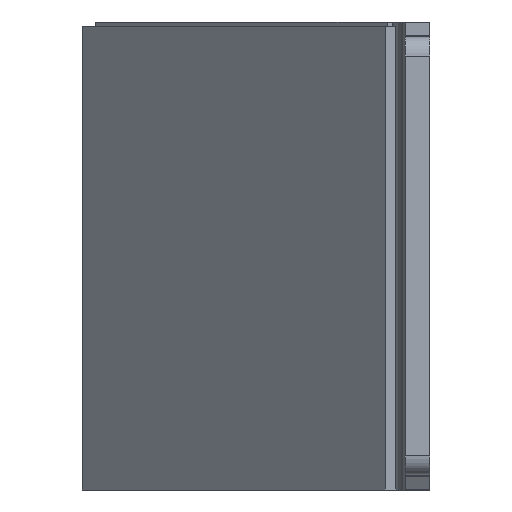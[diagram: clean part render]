
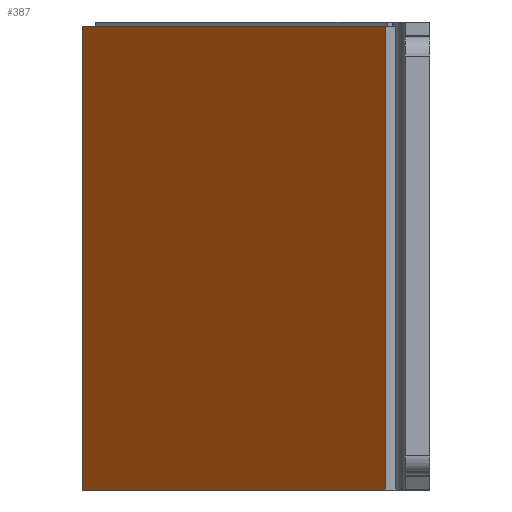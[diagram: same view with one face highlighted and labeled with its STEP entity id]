
A CAD part, left-side view. The second image highlights one B-rep face of the part: STEP entity #387.
In plain terms, the highlighted planar face has unit normal (-0.707, 0.707, 0).
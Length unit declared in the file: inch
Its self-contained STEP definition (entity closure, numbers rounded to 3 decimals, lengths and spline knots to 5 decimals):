
#7 = ORIENTED_EDGE ( 'NONE', *, *, #779, .T. ) ;
#71 = ORIENTED_EDGE ( 'NONE', *, *, #2041, .T. ) ;
#194 = DIRECTION ( 'NONE',  ( 0.707, 0.707, 0. ) ) ;
#341 = LINE ( 'NONE', #699, #724 ) ;
#358 = VERTEX_POINT ( 'NONE', #2045 ) ;
#387 = ADVANCED_FACE ( 'NONE', ( #1540 ), #445, .F. ) ;
#428 = EDGE_CURVE ( 'NONE', #358, #1670, #1481, .T. ) ;
#445 = PLANE ( 'NONE',  #1888 ) ;
#524 = VECTOR ( 'NONE', #770, 39.37008 ) ;
#699 = CARTESIAN_POINT ( 'NONE',  ( -0.04928, 0.07977, 0.9252 ) ) ;
#724 = VECTOR ( 'NONE', #194, 39.37008 ) ;
#733 = VECTOR ( 'NONE', #2002, 39.37008 ) ;
#770 = DIRECTION ( 'NONE',  ( 0., 0., -1. ) ) ;
#779 = EDGE_CURVE ( 'NONE', #1670, #1393, #1911, .T. ) ;
#916 = VERTEX_POINT ( 'NONE', #1856 ) ;
#937 = CARTESIAN_POINT ( 'NONE',  ( -0.04928, 0.07977, -0.94488 ) ) ;
#1009 = EDGE_LOOP ( 'NONE', ( #7, #1796, #71, #1776 ) ) ;
#1018 = CARTESIAN_POINT ( 'NONE',  ( -0.04928, 0.07977, -0.94488 ) ) ;
#1104 = EDGE_CURVE ( 'NONE', #1393, #916, #2097, .T. ) ;
#1247 = DIRECTION ( 'NONE',  ( 0.707, 0.707, 0. ) ) ;
#1359 = VECTOR ( 'NONE', #1618, 39.37008 ) ;
#1393 = VERTEX_POINT ( 'NONE', #937 ) ;
#1481 = LINE ( 'NONE', #1734, #524 ) ;
#1540 = FACE_OUTER_BOUND ( 'NONE', #1009, .T. ) ;
#1547 = CARTESIAN_POINT ( 'NONE',  ( 1.17563, 1.30468, -0.94488 ) ) ;
#1608 = CARTESIAN_POINT ( 'NONE',  ( -0.04928, 0.07977, -0.94488 ) ) ;
#1618 = DIRECTION ( 'NONE',  ( 0., 0., 1. ) ) ;
#1670 = VERTEX_POINT ( 'NONE', #1547 ) ;
#1734 = CARTESIAN_POINT ( 'NONE',  ( 1.17563, 1.30468, -0.94488 ) ) ;
#1776 = ORIENTED_EDGE ( 'NONE', *, *, #428, .T. ) ;
#1796 = ORIENTED_EDGE ( 'NONE', *, *, #1104, .T. ) ;
#1856 = CARTESIAN_POINT ( 'NONE',  ( -0.04928, 0.07977, 0.9252 ) ) ;
#1888 = AXIS2_PLACEMENT_3D ( 'NONE', #1898, #1889, #1247 ) ;
#1889 = DIRECTION ( 'NONE',  ( 0.707, -0.707, 0. ) ) ;
#1898 = CARTESIAN_POINT ( 'NONE',  ( 1.17563, 1.30468, -0.94488 ) ) ;
#1911 = LINE ( 'NONE', #1018, #733 ) ;
#2002 = DIRECTION ( 'NONE',  ( -0.707, -0.707, 0. ) ) ;
#2041 = EDGE_CURVE ( 'NONE', #916, #358, #341, .T. ) ;
#2045 = CARTESIAN_POINT ( 'NONE',  ( 1.17563, 1.30468, 0.9252 ) ) ;
#2097 = LINE ( 'NONE', #1608, #1359 ) ;
